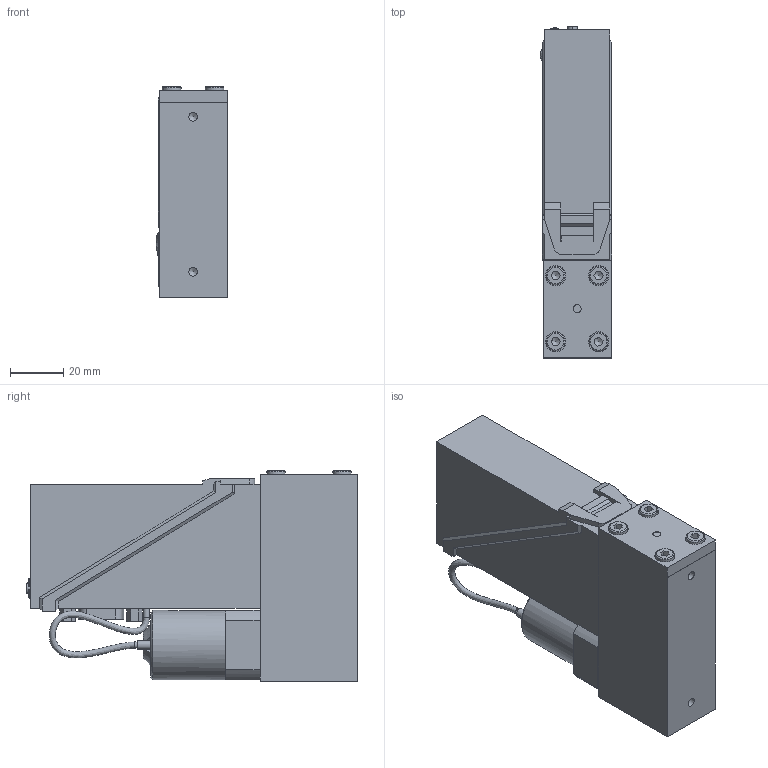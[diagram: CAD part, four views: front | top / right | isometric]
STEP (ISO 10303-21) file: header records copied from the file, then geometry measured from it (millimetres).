
FILE_DESCRIPTION(/* description */ (''),/* implementation_level */ '2;1');
FILE_NAME(/* name */ 'F-201AB.stp',/* time_stamp */ '2021-05-03T13:52:13+02:00',/* author */ ('M-Huiskes'),/* organization */ (''),/* preprocessor_version */ 'ST-DEVELOPER v18.1',/* originating_system */ 'Autodesk Inventor 2021',/* authorisation */ '');
FILE_SCHEMA (('AUTOMOTIVE_DESIGN { 1 0 10303 214 3 1 1 }'));
Length unit declared in the file: millimetre
Products named in the file (1): Part10
Bounding box: 26.84 x 124.16 x 78.7 mm (x, y, z)
Volume: 193530 mm3; surface area: 33708.3 mm2
Topology: 1 solids, 11 shells, 586 faces, 1499 edges, 942 vertices
Faces by surface type: plane 335, cylinder 114, cone 66, bspline 33, sphere 22, torus 16
Full cylindrical faces by diameter (mm): 1.614 x1, 2.318 x2, 3 x1, 3.242 x2, 3.318 x1, 5.5 x5, 6 x4, 7 x4, 7.5 x4, 25.9 x1
Entity records: 28375 total; most frequent: CARTESIAN_POINT 14464, ORIENTED_EDGE 2896, DIRECTION 2807, EDGE_CURVE 1448, AXIS2_PLACEMENT_3D 950, VERTEX_POINT 942, LINE 907, VECTOR 907
